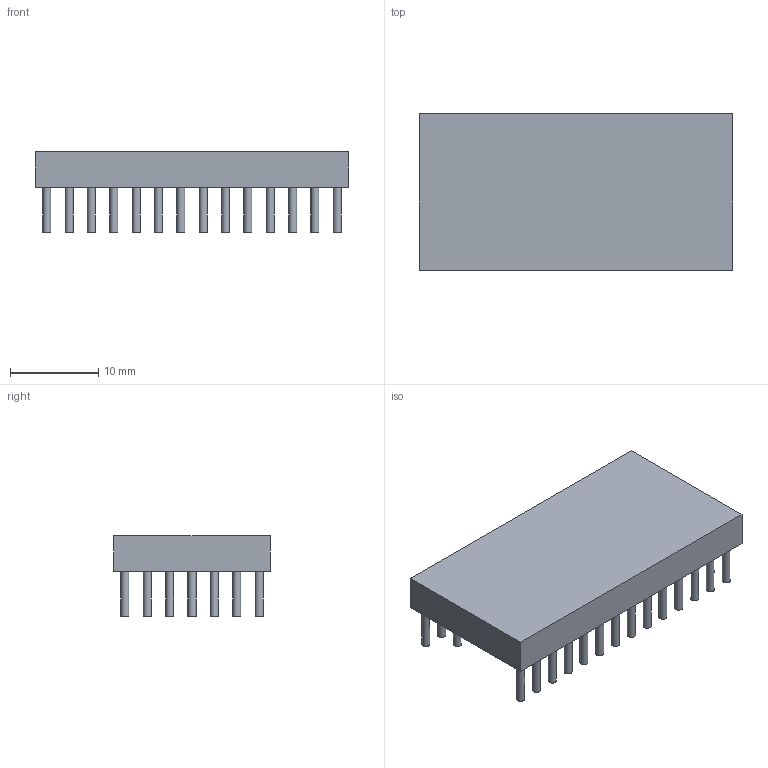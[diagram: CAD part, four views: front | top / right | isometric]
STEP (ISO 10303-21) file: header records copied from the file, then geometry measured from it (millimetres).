
FILE_DESCRIPTION(('FreeCAD Model'),'2;1');
FILE_NAME('13630171.1.2.stp','2021-02-17T16:17:36',( 'Author'),(''),'Open CASCADE STEP processor 6.9','FreeCAD','Unknown' );
FILE_SCHEMA(('AUTOMOTIVE_DESIGN { 1 0 10303 214 1 1 1 1 }'));
Length unit declared in the file: millimetre
Products named in the file (3): ASSEMBLY; Body; Leads
Assembly tree (2 placements, depth 2):
  ASSEMBLY
    Body
    Leads
Bounding box: 35.56 x 17.78 x 9.17 mm (x, y, z)
Volume: 2696 mm3; surface area: 2286.3 mm2
Topology: 38 solids, 38 shells, 117 faces, 123 edges, 82 vertices
Faces by surface type: plane 80, cylinder 37
Full cylindrical faces by diameter (mm): 0.91 x37
Entity records: 4108 total; most frequent: DIRECTION 683, CARTESIAN_POINT 571, ORIENTED_EDGE 246, PCURVE 246, DEFINITIONAL_REPRESENTATION 246, LINE 221, VECTOR 221, AXIS2_PLACEMENT_3D 194
